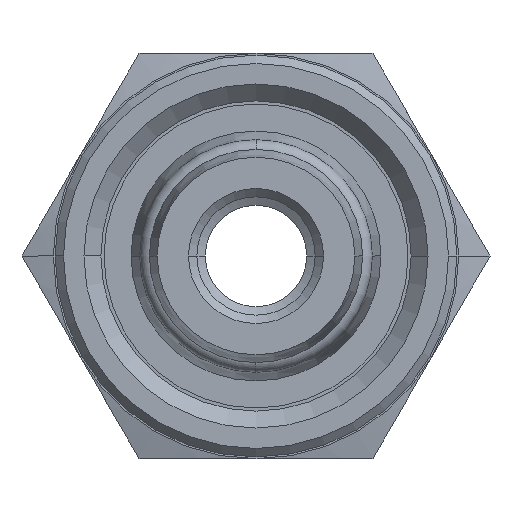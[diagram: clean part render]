
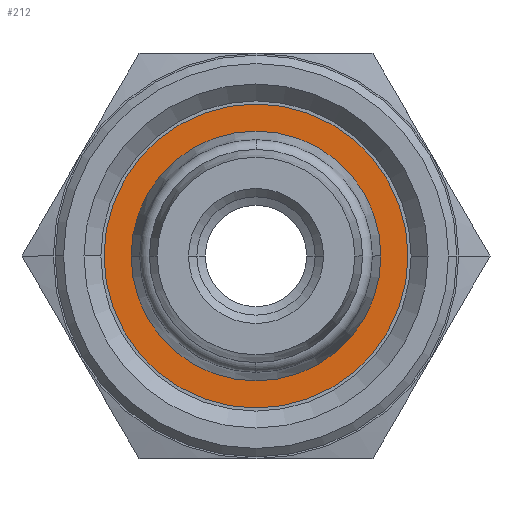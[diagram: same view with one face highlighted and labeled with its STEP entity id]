
A CAD part, left-side view. The second image highlights one B-rep face of the part: STEP entity #212.
In plain terms, the highlighted planar face has unit normal (-1, 0, 0).
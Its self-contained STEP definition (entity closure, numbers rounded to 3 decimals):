
#212 = ADVANCED_FACE( '', ( #454, #455 ), #456, .T. );
#454 = FACE_BOUND( '', #870, .T. );
#455 = FACE_OUTER_BOUND( '', #871, .T. );
#456 = PLANE( '', #872 );
#870 = EDGE_LOOP( '', ( #1494, #1495 ) );
#871 = EDGE_LOOP( '', ( #1496, #1497 ) );
#872 = AXIS2_PLACEMENT_3D( '', #1498, #1499, #1500 );
#1494 = ORIENTED_EDGE( '', *, *, #2734, .F. );
#1495 = ORIENTED_EDGE( '', *, *, #2795, .F. );
#1496 = ORIENTED_EDGE( '', *, *, #2740, .T. );
#1497 = ORIENTED_EDGE( '', *, *, #2794, .T. );
#1498 = CARTESIAN_POINT( '', ( -10.7, 8.2, 0. ) );
#1499 = DIRECTION( '', ( -1., 0., 0. ) );
#1500 = DIRECTION( '', ( 0., 1., 0. ) );
#2734 = EDGE_CURVE( '', #3214, #3217, #3218, .T. );
#2740 = EDGE_CURVE( '', #3223, #3227, #3229, .T. );
#2794 = EDGE_CURVE( '', #3227, #3223, #3310, .T. );
#2795 = EDGE_CURVE( '', #3217, #3214, #3311, .T. );
#3214 = VERTEX_POINT( '', #3958 );
#3217 = VERTEX_POINT( '', #3962 );
#3218 = CIRCLE( '', #3963, 7.4 );
#3223 = VERTEX_POINT( '', #3969 );
#3227 = VERTEX_POINT( '', #3974 );
#3229 = CIRCLE( '', #3977, 9. );
#3310 = CIRCLE( '', #4078, 9. );
#3311 = CIRCLE( '', #4079, 7.4 );
#3958 = CARTESIAN_POINT( '', ( -10.7, 7.4, 0. ) );
#3962 = CARTESIAN_POINT( '', ( -10.7, -7.4, 0. ) );
#3963 = AXIS2_PLACEMENT_3D( '', #5400, #5401, #5402 );
#3969 = CARTESIAN_POINT( '', ( -10.7, 9., 0. ) );
#3974 = CARTESIAN_POINT( '', ( -10.7, -9., 0. ) );
#3977 = AXIS2_PLACEMENT_3D( '', #5412, #5413, #5414 );
#4078 = AXIS2_PLACEMENT_3D( '', #5534, #5535, #5536 );
#4079 = AXIS2_PLACEMENT_3D( '', #5537, #5538, #5539 );
#5400 = CARTESIAN_POINT( '', ( -10.7, 0., 0. ) );
#5401 = DIRECTION( '', ( -1., 0., 0. ) );
#5402 = DIRECTION( '', ( 0., 1., 0. ) );
#5412 = CARTESIAN_POINT( '', ( -10.7, 0., 0. ) );
#5413 = DIRECTION( '', ( -1., 0., 0. ) );
#5414 = DIRECTION( '', ( 0., 1., 0. ) );
#5534 = CARTESIAN_POINT( '', ( -10.7, 0., 0. ) );
#5535 = DIRECTION( '', ( -1., 0., 0. ) );
#5536 = DIRECTION( '', ( 0., 1., 0. ) );
#5537 = CARTESIAN_POINT( '', ( -10.7, 0., 0. ) );
#5538 = DIRECTION( '', ( -1., 0., 0. ) );
#5539 = DIRECTION( '', ( 0., 1., 0. ) );
